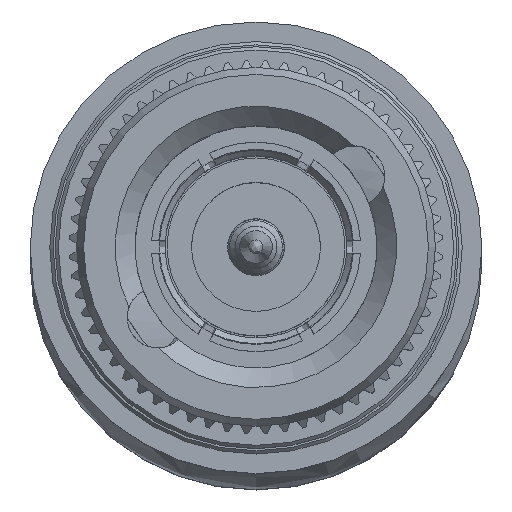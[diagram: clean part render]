
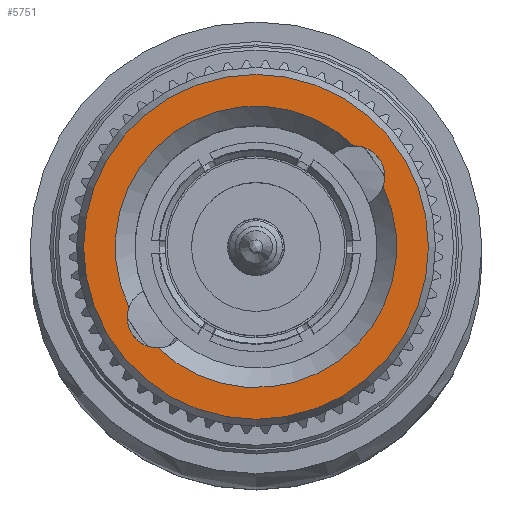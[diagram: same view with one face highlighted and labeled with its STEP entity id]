
A CAD part, top view. The second image highlights one B-rep face of the part: STEP entity #5751.
In plain terms, the highlighted face is planar.
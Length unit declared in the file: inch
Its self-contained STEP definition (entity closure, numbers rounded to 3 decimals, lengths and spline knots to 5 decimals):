
#119 = EDGE_LOOP ( 'NONE', ( #930 ) ) ;
#457 = DIRECTION ( 'NONE',  ( 0., 0., 1. ) ) ;
#576 = EDGE_LOOP ( 'NONE', ( #8424, #9357, #9365, #5864 ) ) ;
#755 = CARTESIAN_POINT ( 'NONE',  ( -0.00002, 0.14961, -0.15433 ) ) ;
#758 = AXIS2_PLACEMENT_3D ( 'NONE', #2518, #12937, #457 ) ;
#840 = CARTESIAN_POINT ( 'NONE',  ( -0.00002, 0., 0. ) ) ;
#930 = ORIENTED_EDGE ( 'NONE', *, *, #3146, .F. ) ;
#958 = VERTEX_POINT ( 'NONE', #4252 ) ;
#1133 = DIRECTION ( 'NONE',  ( 0., 0., -1. ) ) ;
#1952 = DIRECTION ( 'NONE',  ( 1., 0., 0. ) ) ;
#1956 = DIRECTION ( 'NONE',  ( 0., 0., -1. ) ) ;
#2003 = PLANE ( 'NONE',  #9057 ) ;
#2299 = DIRECTION ( 'NONE',  ( 1., 0., 0. ) ) ;
#2446 = EDGE_CURVE ( 'NONE', #5584, #5091, #9119, .T. ) ;
#2518 = CARTESIAN_POINT ( 'NONE',  ( -0.00002, 0., 0. ) ) ;
#3146 = EDGE_CURVE ( 'NONE', #958, #958, #12189, .T. ) ;
#3220 = AXIS2_PLACEMENT_3D ( 'NONE', #6283, #2299, #1133 ) ;
#3242 = CARTESIAN_POINT ( 'NONE',  ( -0.00002, 0., -0.26339 ) ) ;
#4167 = CARTESIAN_POINT ( 'NONE',  ( -0.00002, -0.14961, 0.15433 ) ) ;
#4252 = CARTESIAN_POINT ( 'NONE',  ( -0.00002, 0., -0.26339 ) ) ;
#4493 = AXIS2_PLACEMENT_3D ( 'NONE', #10251, #6126, #1956 ) ;
#5037 = DIRECTION ( 'NONE',  ( 0., 0., 1. ) ) ;
#5091 = VERTEX_POINT ( 'NONE', #8604 ) ;
#5472 = DIRECTION ( 'NONE',  ( 1., 0., 0. ) ) ;
#5584 = VERTEX_POINT ( 'NONE', #755 ) ;
#5751 = ADVANCED_FACE ( 'NONE', ( #7200, #10492 ), #2003, .F. ) ;
#5864 = ORIENTED_EDGE ( 'NONE', *, *, #2446, .T. ) ;
#6112 = VERTEX_POINT ( 'NONE', #4167 ) ;
#6126 = DIRECTION ( 'NONE',  ( 1., 0., 0. ) ) ;
#6168 = DIRECTION ( 'NONE',  ( 1., 0., 0. ) ) ;
#6283 = CARTESIAN_POINT ( 'NONE',  ( -0.00002, 0.15021, -0.10789 ) ) ;
#7193 = VERTEX_POINT ( 'NONE', #9964 ) ;
#7200 = FACE_OUTER_BOUND ( 'NONE', #119, .T. ) ;
#7455 = AXIS2_PLACEMENT_3D ( 'NONE', #840, #1952, #5037 ) ;
#7884 = CIRCLE ( 'NONE', #7455, 0.21494 ) ;
#8424 = ORIENTED_EDGE ( 'NONE', *, *, #13148, .T. ) ;
#8604 = CARTESIAN_POINT ( 'NONE',  ( -0.00002, 0.19403, -0.09247 ) ) ;
#8871 = CIRCLE ( 'NONE', #758, 0.21494 ) ;
#8901 = AXIS2_PLACEMENT_3D ( 'NONE', #9662, #5472, #10551 ) ;
#9057 = AXIS2_PLACEMENT_3D ( 'NONE', #3242, #6168, #10358 ) ;
#9119 = CIRCLE ( 'NONE', #3220, 0.04645 ) ;
#9357 = ORIENTED_EDGE ( 'NONE', *, *, #9834, .T. ) ;
#9365 = ORIENTED_EDGE ( 'NONE', *, *, #11113, .T. ) ;
#9662 = CARTESIAN_POINT ( 'NONE',  ( -0.00002, 0., 0. ) ) ;
#9834 = EDGE_CURVE ( 'NONE', #6112, #7193, #11272, .T. ) ;
#9964 = CARTESIAN_POINT ( 'NONE',  ( -0.00002, -0.19403, 0.09247 ) ) ;
#10251 = CARTESIAN_POINT ( 'NONE',  ( -0.00002, -0.15021, 0.10789 ) ) ;
#10358 = DIRECTION ( 'NONE',  ( 0., 0., -1. ) ) ;
#10492 = FACE_BOUND ( 'NONE', #576, .T. ) ;
#10551 = DIRECTION ( 'NONE',  ( 0., 0., -1. ) ) ;
#11113 = EDGE_CURVE ( 'NONE', #7193, #5584, #8871, .T. ) ;
#11272 = CIRCLE ( 'NONE', #4493, 0.04645 ) ;
#12189 = CIRCLE ( 'NONE', #8901, 0.26339 ) ;
#12937 = DIRECTION ( 'NONE',  ( 1., 0., 0. ) ) ;
#13148 = EDGE_CURVE ( 'NONE', #5091, #6112, #7884, .T. ) ;
